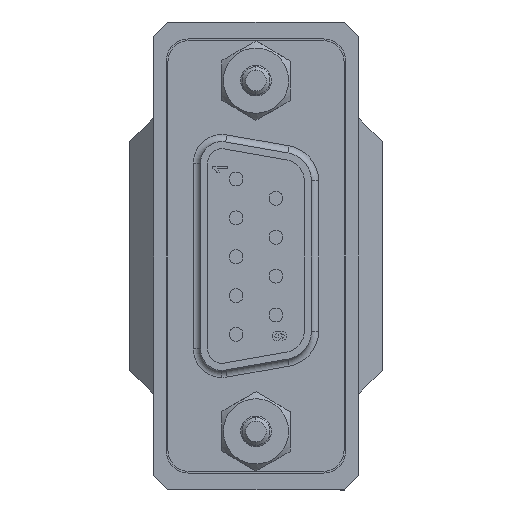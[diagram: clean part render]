
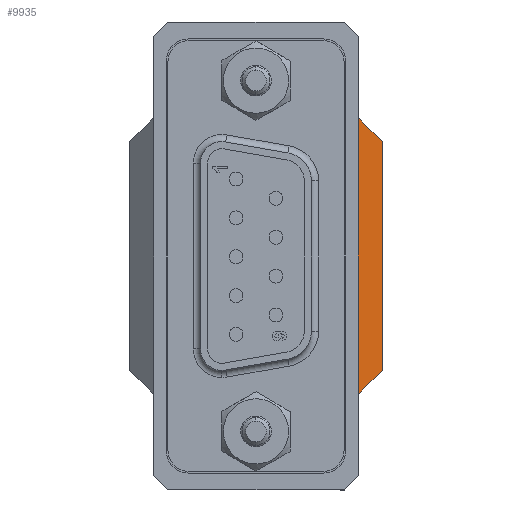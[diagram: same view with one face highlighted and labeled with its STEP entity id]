
A CAD part, front view. The second image highlights one B-rep face of the part: STEP entity #9935.
In plain terms, the highlighted face is planar.
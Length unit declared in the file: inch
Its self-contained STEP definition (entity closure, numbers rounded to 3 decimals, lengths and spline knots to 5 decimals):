
#652 = ORIENTED_EDGE ( 'NONE', *, *, #2142, .F. ) ;
#653 = EDGE_CURVE ( 'NONE', #2051, #1990, #4175, .T. ) ;
#654 = ORIENTED_EDGE ( 'NONE', *, *, #653, .F. ) ;
#1925 = VERTEX_POINT ( 'NONE', #6260 ) ;
#1990 = VERTEX_POINT ( 'NONE', #6405 ) ;
#2051 = VERTEX_POINT ( 'NONE', #6482 ) ;
#2142 = EDGE_CURVE ( 'Edge7', #1990, #1925, #6657, .T. ) ;
#4172 = DIRECTION ( 'NONE',  ( -0.577, -0.577, -0.577 ) ) ;
#4173 = VECTOR ( 'NONE', #4172, 39.37008 ) ;
#4174 = CARTESIAN_POINT ( 'NONE',  ( 0.0395, -0.6355, 0.192 ) ) ;
#4175 = LINE ( 'NONE', #4174, #4173 ) ;
#6260 = CARTESIAN_POINT ( 'NONE',  ( -0.3205, -0.3545, 0.473 ) ) ;
#6405 = CARTESIAN_POINT ( 'NONE',  ( 0.3205, -0.3545, 0.473 ) ) ;
#6482 = CARTESIAN_POINT ( 'NONE',  ( 0.3875, -0.2875, 0.54 ) ) ;
#6654 = DIRECTION ( 'NONE',  ( -1., 0., 0. ) ) ;
#6655 = VECTOR ( 'NONE', #6654, 39.37008 ) ;
#6656 = CARTESIAN_POINT ( 'NONE',  ( -0.3875, -0.3545, 0.473 ) ) ;
#6657 = LINE ( 'NONE', #6656, #6655 ) ;
#6748 = DIRECTION ( 'NONE',  ( 1., 0., 0. ) ) ;
#6749 = VECTOR ( 'NONE', #6748, 39.37008 ) ;
#6750 = CARTESIAN_POINT ( 'NONE',  ( 0.3875, -0.2875, 0.54 ) ) ;
#6751 = LINE ( 'NONE', #6750, #6749 ) ;
#6752 = CARTESIAN_POINT ( 'NONE',  ( -0.3875, -0.2875, 0.54 ) ) ;
#8009 = DIRECTION ( 'NONE',  ( 0., -0.707, -0.707 ) ) ;
#8010 = DIRECTION ( 'NONE',  ( 0., -0.707, 0.707 ) ) ;
#8011 = CARTESIAN_POINT ( 'NONE',  ( -0.6565, -0.2875, 0.54 ) ) ;
#8012 = AXIS2_PLACEMENT_3D ( 'NONE', #8011, #8010, #8009 ) ;
#8013 = PLANE ( 'NONE',  #8012 ) ;
#8014 = FACE_OUTER_BOUND ( 'NONE', #9896, .T. ) ;
#8015 = DIRECTION ( 'NONE',  ( 0.577, -0.577, -0.577 ) ) ;
#8016 = VECTOR ( 'NONE', #8015, 39.37008 ) ;
#8017 = CARTESIAN_POINT ( 'NONE',  ( -0.3875, -0.2875, 0.54 ) ) ;
#8018 = LINE ( 'NONE', #8017, #8016 ) ;
#8754 = VERTEX_POINT ( 'NONE', #6752 ) ;
#8784 = EDGE_CURVE ( 'Edge6', #8754, #2051, #6751, .T. ) ;
#9896 = EDGE_LOOP ( 'NONE', ( #9897, #652, #654, #9905 ) ) ;
#9897 = ORIENTED_EDGE ( 'NONE', *, *, #9934, .T. ) ;
#9905 = ORIENTED_EDGE ( 'NONE', *, *, #8784, .F. ) ;
#9934 = EDGE_CURVE ( 'NONE', #8754, #1925, #8018, .T. ) ;
#9935 = ADVANCED_FACE ( 'Face8', ( #8014 ), #8013, .T. ) ;
